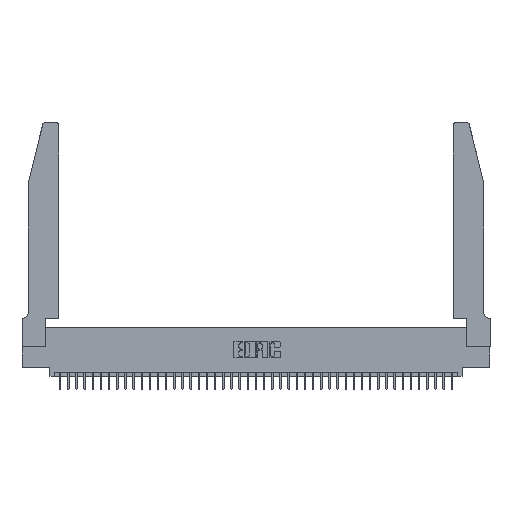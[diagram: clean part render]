
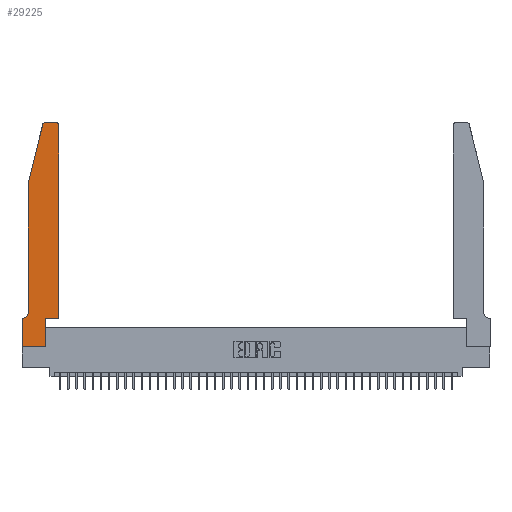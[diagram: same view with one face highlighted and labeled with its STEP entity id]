
A CAD part, top view. The second image highlights one B-rep face of the part: STEP entity #29225.
In plain terms, the highlighted planar face has unit normal (0, 0, 1).
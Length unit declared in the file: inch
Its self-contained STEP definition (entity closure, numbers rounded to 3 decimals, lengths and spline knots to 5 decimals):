
#10 = LINE ( 'NONE', #11748, #7839 ) ;
#52 = CIRCLE ( 'NONE', #42192, 0.03 ) ;
#196 = VERTEX_POINT ( 'NONE', #5328 ) ;
#560 = VECTOR ( 'NONE', #2308, 39.37008 ) ;
#615 = CARTESIAN_POINT ( 'NONE',  ( 0.25487, 2.72718, 0.37 ) ) ;
#634 = ORIENTED_EDGE ( 'NONE', *, *, #27764, .T. ) ;
#652 = ORIENTED_EDGE ( 'NONE', *, *, #24933, .T. ) ;
#1338 = VERTEX_POINT ( 'NONE', #30844 ) ;
#1354 = DIRECTION ( 'NONE',  ( -1., 0., 0. ) ) ;
#1553 = VERTEX_POINT ( 'NONE', #15553 ) ;
#1840 = VECTOR ( 'NONE', #26125, 39.37008 ) ;
#1948 = PLANE ( 'NONE',  #3919 ) ;
#2308 = DIRECTION ( 'NONE',  ( -0.239, -0.971, 0. ) ) ;
#2495 = VERTEX_POINT ( 'NONE', #4067 ) ;
#2685 = CIRCLE ( 'NONE', #18764, 0.03 ) ;
#3101 = CARTESIAN_POINT ( 'NONE',  ( 0.4505, 0.35, 0.37 ) ) ;
#3919 = AXIS2_PLACEMENT_3D ( 'NONE', #37984, #24974, #5302 ) ;
#4067 = CARTESIAN_POINT ( 'NONE',  ( 0.0755, 0.42, 0.37 ) ) ;
#4257 = DIRECTION ( 'NONE',  ( 1., 0., 0. ) ) ;
#4575 = CARTESIAN_POINT ( 'NONE',  ( 0., 0., 0.37 ) ) ;
#4662 = DIRECTION ( 'NONE',  ( 0., 0., 1. ) ) ;
#4716 = ORIENTED_EDGE ( 'NONE', *, *, #10274, .T. ) ;
#5302 = DIRECTION ( 'NONE',  ( 1., 0., 0. ) ) ;
#5328 = CARTESIAN_POINT ( 'NONE',  ( 0.4505, 2.72, 0.37 ) ) ;
#5961 = CARTESIAN_POINT ( 'NONE',  ( 0.0755, 2., 0.37 ) ) ;
#7119 = CARTESIAN_POINT ( 'NONE',  ( 0.4505, 0.35, 0.37 ) ) ;
#7839 = VECTOR ( 'NONE', #31494, 39.37008 ) ;
#9244 = ORIENTED_EDGE ( 'NONE', *, *, #9837, .T. ) ;
#9837 = EDGE_CURVE ( 'NONE', #36562, #2495, #36387, .T. ) ;
#10274 = EDGE_CURVE ( 'NONE', #196, #12457, #52, .T. ) ;
#10463 = EDGE_CURVE ( 'NONE', #15044, #36562, #18128, .T. ) ;
#11748 = CARTESIAN_POINT ( 'NONE',  ( 0.4505, 0.35, 0.37 ) ) ;
#12165 = CARTESIAN_POINT ( 'NONE',  ( 0.0755, 2., 0.37 ) ) ;
#12457 = VERTEX_POINT ( 'NONE', #28776 ) ;
#12943 = ORIENTED_EDGE ( 'NONE', *, *, #34949, .T. ) ;
#13246 = EDGE_LOOP ( 'NONE', ( #12943, #652, #28419, #9244, #25639, #29280, #35167, #634, #23415, #31189, #31770, #4716 ) ) ;
#14101 = CARTESIAN_POINT ( 'NONE',  ( 0., 0., 0.37 ) ) ;
#14334 = CARTESIAN_POINT ( 'NONE',  ( 0.2865, 0.35, 0.37 ) ) ;
#14624 = CARTESIAN_POINT ( 'NONE',  ( 0.2865, 0.35, 0.37 ) ) ;
#15006 = DIRECTION ( 'NONE',  ( 0., 0., -1. ) ) ;
#15044 = VERTEX_POINT ( 'NONE', #615 ) ;
#15269 = VECTOR ( 'NONE', #23752, 39.37008 ) ;
#15553 = CARTESIAN_POINT ( 'NONE',  ( 0., 0.35, 0.37 ) ) ;
#15802 = VECTOR ( 'NONE', #17768, 39.37008 ) ;
#16305 = CARTESIAN_POINT ( 'NONE',  ( 0.284, 2.72, 0.37 ) ) ;
#16894 = CARTESIAN_POINT ( 'NONE',  ( 0., 0., 0.37 ) ) ;
#16992 = EDGE_CURVE ( 'NONE', #33216, #196, #10, .T. ) ;
#17768 = DIRECTION ( 'NONE',  ( 0., 1., 0. ) ) ;
#18128 = LINE ( 'NONE', #12165, #560 ) ;
#18764 = AXIS2_PLACEMENT_3D ( 'NONE', #16305, #39165, #19610 ) ;
#18882 = LINE ( 'NONE', #14334, #15802 ) ;
#19610 = DIRECTION ( 'NONE',  ( 1., 0., 0. ) ) ;
#19833 = EDGE_CURVE ( 'NONE', #2495, #38836, #29607, .T. ) ;
#20424 = LINE ( 'NONE', #3101, #1840 ) ;
#20479 = CARTESIAN_POINT ( 'NONE',  ( 0.2605, 2.75, 0.37 ) ) ;
#21087 = CARTESIAN_POINT ( 'NONE',  ( 0.0755, 0.35, 0.37 ) ) ;
#21286 = EDGE_CURVE ( 'NONE', #1553, #22501, #41706, .T. ) ;
#22167 = AXIS2_PLACEMENT_3D ( 'NONE', #34576, #15006, #37865 ) ;
#22223 = CARTESIAN_POINT ( 'NONE',  ( 0.0055, 0.35, 0.37 ) ) ;
#22501 = VERTEX_POINT ( 'NONE', #4575 ) ;
#22518 = VECTOR ( 'NONE', #1354, 39.37008 ) ;
#23415 = ORIENTED_EDGE ( 'NONE', *, *, #42195, .T. ) ;
#23752 = DIRECTION ( 'NONE',  ( -1., 0., 0. ) ) ;
#24353 = CARTESIAN_POINT ( 'NONE',  ( 0.4205, 2.72, 0.37 ) ) ;
#24933 = EDGE_CURVE ( 'NONE', #1338, #15044, #2685, .T. ) ;
#24974 = DIRECTION ( 'NONE',  ( 0., 0., 1. ) ) ;
#25639 = ORIENTED_EDGE ( 'NONE', *, *, #19833, .T. ) ;
#26125 = DIRECTION ( 'NONE',  ( 1., 0., 0. ) ) ;
#27652 = DIRECTION ( 'NONE',  ( 1., 0., 0. ) ) ;
#27697 = VECTOR ( 'NONE', #40094, 39.37008 ) ;
#27764 = EDGE_CURVE ( 'NONE', #22501, #36709, #41943, .T. ) ;
#27866 = EDGE_CURVE ( 'NONE', #38836, #1553, #30198, .T. ) ;
#28419 = ORIENTED_EDGE ( 'NONE', *, *, #10463, .T. ) ;
#28776 = CARTESIAN_POINT ( 'NONE',  ( 0.4205, 2.75, 0.37 ) ) ;
#29225 = ADVANCED_FACE ( 'NONE', ( #41383 ), #1948, .T. ) ;
#29280 = ORIENTED_EDGE ( 'NONE', *, *, #27866, .T. ) ;
#29607 = CIRCLE ( 'NONE', #22167, 0.07 ) ;
#30198 = LINE ( 'NONE', #21087, #22518 ) ;
#30250 = VERTEX_POINT ( 'NONE', #14624 ) ;
#30844 = CARTESIAN_POINT ( 'NONE',  ( 0.284, 2.75, 0.37 ) ) ;
#31189 = ORIENTED_EDGE ( 'NONE', *, *, #41200, .T. ) ;
#31494 = DIRECTION ( 'NONE',  ( 0., 1., 0. ) ) ;
#31770 = ORIENTED_EDGE ( 'NONE', *, *, #16992, .T. ) ;
#33038 = VECTOR ( 'NONE', #36466, 39.37008 ) ;
#33216 = VERTEX_POINT ( 'NONE', #7119 ) ;
#33270 = VECTOR ( 'NONE', #4257, 39.37008 ) ;
#34576 = CARTESIAN_POINT ( 'NONE',  ( 0.0055, 0.42, 0.37 ) ) ;
#34949 = EDGE_CURVE ( 'NONE', #12457, #1338, #41320, .T. ) ;
#35167 = ORIENTED_EDGE ( 'NONE', *, *, #21286, .T. ) ;
#36187 = CARTESIAN_POINT ( 'NONE',  ( 0.2865, 0., 0.37 ) ) ;
#36387 = LINE ( 'NONE', #36811, #27697 ) ;
#36466 = DIRECTION ( 'NONE',  ( 0., -1., 0. ) ) ;
#36562 = VERTEX_POINT ( 'NONE', #5961 ) ;
#36709 = VERTEX_POINT ( 'NONE', #36187 ) ;
#36811 = CARTESIAN_POINT ( 'NONE',  ( 0.0755, 2., 0.37 ) ) ;
#37865 = DIRECTION ( 'NONE',  ( -1., 0., 0. ) ) ;
#37984 = CARTESIAN_POINT ( 'NONE',  ( 0., 0.35, 0.37 ) ) ;
#38836 = VERTEX_POINT ( 'NONE', #22223 ) ;
#39165 = DIRECTION ( 'NONE',  ( 0., 0., 1. ) ) ;
#40094 = DIRECTION ( 'NONE',  ( 0., -1., 0. ) ) ;
#41200 = EDGE_CURVE ( 'NONE', #30250, #33216, #20424, .T. ) ;
#41320 = LINE ( 'NONE', #20479, #15269 ) ;
#41383 = FACE_OUTER_BOUND ( 'NONE', #13246, .T. ) ;
#41706 = LINE ( 'NONE', #16894, #33038 ) ;
#41943 = LINE ( 'NONE', #14101, #33270 ) ;
#42192 = AXIS2_PLACEMENT_3D ( 'NONE', #24353, #4662, #27652 ) ;
#42195 = EDGE_CURVE ( 'NONE', #36709, #30250, #18882, .T. ) ;
